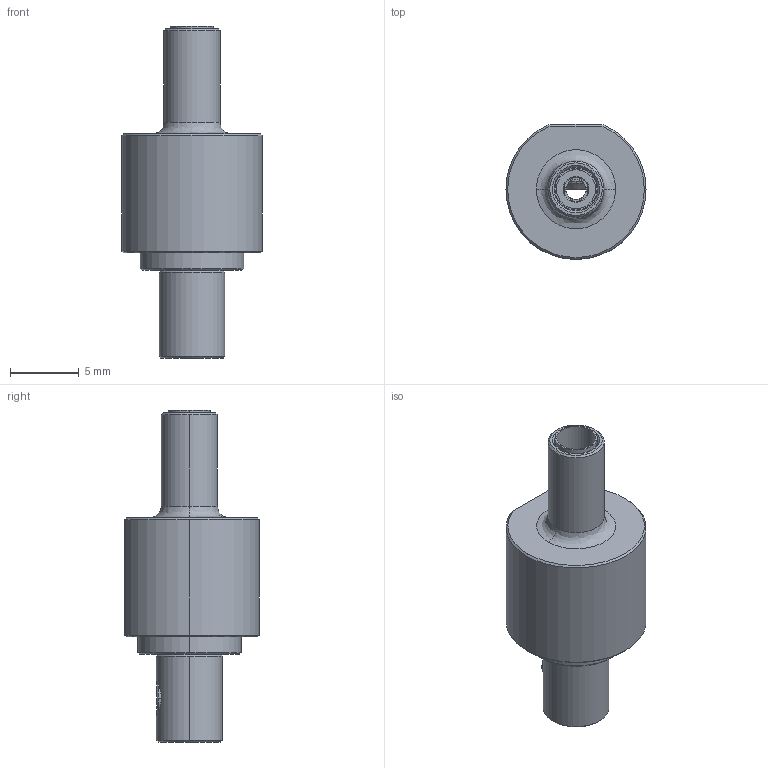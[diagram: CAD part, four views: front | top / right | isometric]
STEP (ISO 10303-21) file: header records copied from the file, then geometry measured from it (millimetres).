
FILE_DESCRIPTION (( 'STEP AP203' ), '1' );
FILE_NAME ('111022.stp', '2018-02-01T00:58:14', ( '' ), ( '' ), 'SwSTEP 2.0', 'SolidWorks 2012', '' );
FILE_SCHEMA (( 'CONFIG_CONTROL_DESIGN' ));
Length unit declared in the file: centimetre
Products named in the file (1): 111022
Bounding box: 10.16 x 9.78 x 24.08 mm (x, y, z)
Volume: 865.7 mm3; surface area: 829.6 mm2
Topology: 1 solids, 1 shells, 126 faces, 294 edges, 176 vertices
Faces by surface type: cone 45, plane 41, cylinder 32, bspline 8
Entity records: 3829 total; most frequent: CARTESIAN_POINT 933, DIRECTION 610, ORIENTED_EDGE 574, EDGE_CURVE 287, AXIS2_PLACEMENT_3D 251, VERTEX_POINT 176, EDGE_LOOP 141, CIRCLE 132
